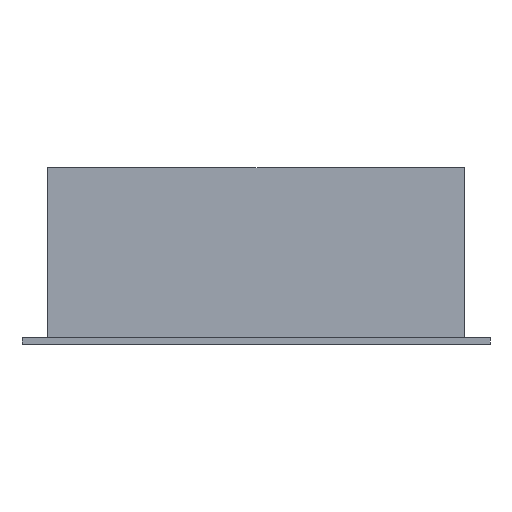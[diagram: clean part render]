
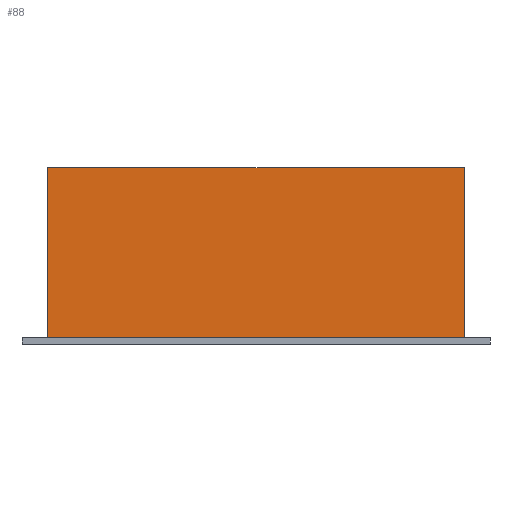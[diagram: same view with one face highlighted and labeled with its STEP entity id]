
A CAD part, left-side view. The second image highlights one B-rep face of the part: STEP entity #88.
In plain terms, the highlighted planar face has unit normal (-1, 0, 0).
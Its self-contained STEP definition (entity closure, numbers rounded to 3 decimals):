
#82 = EDGE_CURVE ( 'NONE', #386, #99, #802, .T. ) ;
#86 = ORIENTED_EDGE ( 'NONE', *, *, #101, .F. ) ;
#88 = ADVANCED_FACE ( 'NONE', ( #803 ), #799, .F. ) ;
#92 = ORIENTED_EDGE ( 'NONE', *, *, #383, .T. ) ;
#94 = EDGE_LOOP ( 'NONE', ( #98, #86, #97, #92 ) ) ;
#97 = ORIENTED_EDGE ( 'NONE', *, *, #82, .F. ) ;
#98 = ORIENTED_EDGE ( 'NONE', *, *, #250, .T. ) ;
#99 = VERTEX_POINT ( 'NONE', #840 ) ;
#101 = EDGE_CURVE ( 'NONE', #99, #102, #793, .T. ) ;
#102 = VERTEX_POINT ( 'NONE', #822 ) ;
#250 = EDGE_CURVE ( 'NONE', #407, #102, #1302, .T. ) ;
#383 = EDGE_CURVE ( 'NONE', #386, #407, #1594, .T. ) ;
#386 = VERTEX_POINT ( 'NONE', #1598 ) ;
#407 = VERTEX_POINT ( 'NONE', #1592 ) ;
#778 = AXIS2_PLACEMENT_3D ( 'NONE', #838, #837, #836 ) ;
#793 = LINE ( 'NONE', #826, #820 ) ;
#794 = DIRECTION ( 'NONE',  ( 0., 0., 1. ) ) ;
#795 = VECTOR ( 'NONE', #794, 1000. ) ;
#796 = CARTESIAN_POINT ( 'NONE',  ( -1.003, 0.622, 0.508 ) ) ;
#799 = PLANE ( 'NONE',  #778 ) ;
#802 = LINE ( 'NONE', #796, #795 ) ;
#803 = FACE_OUTER_BOUND ( 'NONE', #94, .T. ) ;
#820 = VECTOR ( 'NONE', #825, 1000. ) ;
#822 = CARTESIAN_POINT ( 'NONE',  ( -1.003, -0.622, 0.508 ) ) ;
#825 = DIRECTION ( 'NONE',  ( 0., -1., 0. ) ) ;
#826 = CARTESIAN_POINT ( 'NONE',  ( -1.003, 0.622, 0.508 ) ) ;
#836 = DIRECTION ( 'NONE',  ( 0., 0., -1. ) ) ;
#837 = DIRECTION ( 'NONE',  ( 1., 0., 0. ) ) ;
#838 = CARTESIAN_POINT ( 'NONE',  ( -1.003, 0.622, 0.508 ) ) ;
#840 = CARTESIAN_POINT ( 'NONE',  ( -1.003, 0.622, 0.508 ) ) ;
#1267 = VECTOR ( 'NONE', #1297, 1000. ) ;
#1275 = CARTESIAN_POINT ( 'NONE',  ( -1.003, -0.622, 0.508 ) ) ;
#1297 = DIRECTION ( 'NONE',  ( 0., 0., 1. ) ) ;
#1302 = LINE ( 'NONE', #1275, #1267 ) ;
#1585 = DIRECTION ( 'NONE',  ( 0., -1., 0. ) ) ;
#1586 = VECTOR ( 'NONE', #1585, 1000. ) ;
#1592 = CARTESIAN_POINT ( 'NONE',  ( -1.003, -0.622, 0. ) ) ;
#1593 = CARTESIAN_POINT ( 'NONE',  ( -1.003, 0.622, 0. ) ) ;
#1594 = LINE ( 'NONE', #1593, #1586 ) ;
#1598 = CARTESIAN_POINT ( 'NONE',  ( -1.003, 0.622, 0. ) ) ;
